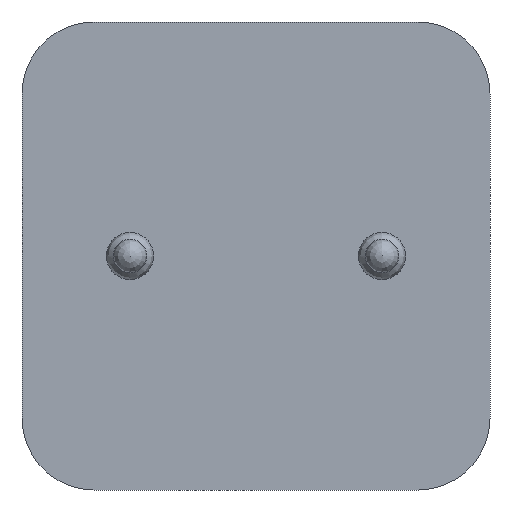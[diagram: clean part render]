
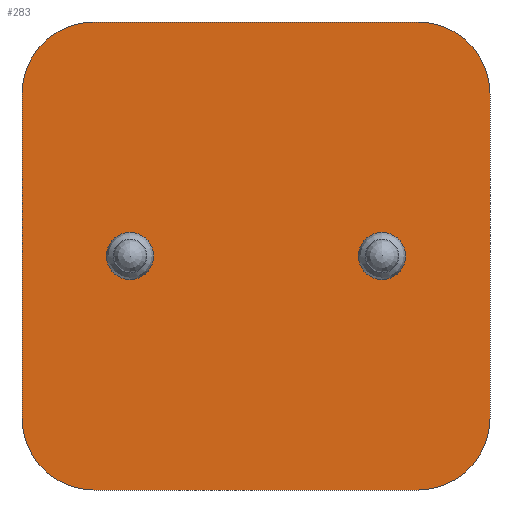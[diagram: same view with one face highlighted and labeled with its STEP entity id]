
A CAD part, front view. The second image highlights one B-rep face of the part: STEP entity #283.
In plain terms, the highlighted planar face has unit normal (0, -1, 0).
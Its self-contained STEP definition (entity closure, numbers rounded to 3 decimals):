
#15=LINE('',#619,#31);
#16=LINE('',#623,#32);
#17=LINE('',#627,#33);
#18=LINE('',#631,#34);
#31=VECTOR('',#377,10.);
#32=VECTOR('',#380,10.);
#33=VECTOR('',#383,10.);
#34=VECTOR('',#386,10.);
#47=PLANE('',#327);
#55=FACE_BOUND('',#88,.T.);
#56=FACE_BOUND('',#89,.T.);
#69=FACE_OUTER_BOUND('',#87,.T.);
#87=EDGE_LOOP('',(#221,#222,#223,#224,#225,#226,#227,#228));
#88=EDGE_LOOP('',(#229,#230));
#89=EDGE_LOOP('',(#231,#232));
#105=CIRCLE('',#315,0.327);
#106=CIRCLE('',#316,0.327);
#111=CIRCLE('',#322,0.327);
#112=CIRCLE('',#323,0.327);
#115=CIRCLE('',#328,1.);
#116=CIRCLE('',#329,1.);
#117=CIRCLE('',#330,1.);
#118=CIRCLE('',#331,1.);
#125=VERTEX_POINT('',#459);
#126=VERTEX_POINT('',#463);
#132=VERTEX_POINT('',#553);
#133=VERTEX_POINT('',#557);
#137=VERTEX_POINT('',#617);
#138=VERTEX_POINT('',#618);
#139=VERTEX_POINT('',#620);
#140=VERTEX_POINT('',#622);
#141=VERTEX_POINT('',#624);
#142=VERTEX_POINT('',#626);
#143=VERTEX_POINT('',#628);
#144=VERTEX_POINT('',#630);
#156=EDGE_CURVE('',#126,#125,#105,.T.);
#157=EDGE_CURVE('',#125,#126,#106,.T.);
#164=EDGE_CURVE('',#133,#132,#111,.T.);
#165=EDGE_CURVE('',#132,#133,#112,.T.);
#169=EDGE_CURVE('',#137,#138,#15,.T.);
#170=EDGE_CURVE('',#138,#139,#115,.T.);
#171=EDGE_CURVE('',#139,#140,#16,.T.);
#172=EDGE_CURVE('',#140,#141,#116,.T.);
#173=EDGE_CURVE('',#141,#142,#17,.T.);
#174=EDGE_CURVE('',#142,#143,#117,.T.);
#175=EDGE_CURVE('',#143,#144,#18,.T.);
#176=EDGE_CURVE('',#144,#137,#118,.T.);
#221=ORIENTED_EDGE('',*,*,#169,.T.);
#222=ORIENTED_EDGE('',*,*,#170,.T.);
#223=ORIENTED_EDGE('',*,*,#171,.T.);
#224=ORIENTED_EDGE('',*,*,#172,.T.);
#225=ORIENTED_EDGE('',*,*,#173,.T.);
#226=ORIENTED_EDGE('',*,*,#174,.T.);
#227=ORIENTED_EDGE('',*,*,#175,.T.);
#228=ORIENTED_EDGE('',*,*,#176,.T.);
#229=ORIENTED_EDGE('',*,*,#156,.T.);
#230=ORIENTED_EDGE('',*,*,#157,.T.);
#231=ORIENTED_EDGE('',*,*,#164,.T.);
#232=ORIENTED_EDGE('',*,*,#165,.T.);
#283=ADVANCED_FACE('',(#69,#55,#56),#47,.F.);
#315=AXIS2_PLACEMENT_3D('',#464,#351,#352);
#316=AXIS2_PLACEMENT_3D('',#465,#353,#354);
#322=AXIS2_PLACEMENT_3D('',#558,#365,#366);
#323=AXIS2_PLACEMENT_3D('',#559,#367,#368);
#327=AXIS2_PLACEMENT_3D('',#616,#375,#376);
#328=AXIS2_PLACEMENT_3D('',#621,#378,#379);
#329=AXIS2_PLACEMENT_3D('',#625,#381,#382);
#330=AXIS2_PLACEMENT_3D('',#629,#384,#385);
#331=AXIS2_PLACEMENT_3D('',#632,#387,#388);
#351=DIRECTION('center_axis',(0.,1.,0.));
#352=DIRECTION('ref_axis',(0.,0.,-1.));
#353=DIRECTION('center_axis',(0.,1.,0.));
#354=DIRECTION('ref_axis',(0.,0.,-1.));
#365=DIRECTION('center_axis',(0.,1.,0.));
#366=DIRECTION('ref_axis',(0.,0.,-1.));
#367=DIRECTION('center_axis',(0.,1.,0.));
#368=DIRECTION('ref_axis',(0.,0.,-1.));
#375=DIRECTION('center_axis',(0.,1.,0.));
#376=DIRECTION('ref_axis',(0.,0.,1.));
#377=DIRECTION('',(1.,0.,0.));
#378=DIRECTION('center_axis',(0.,-1.,0.));
#379=DIRECTION('ref_axis',(1.,0.,0.));
#380=DIRECTION('',(0.,0.,1.));
#381=DIRECTION('center_axis',(0.,-1.,0.));
#382=DIRECTION('ref_axis',(0.,0.,1.));
#383=DIRECTION('',(-1.,0.,0.));
#384=DIRECTION('center_axis',(0.,-1.,0.));
#385=DIRECTION('ref_axis',(-1.,0.,0.));
#386=DIRECTION('',(0.,0.,-1.));
#387=DIRECTION('center_axis',(0.,-1.,0.));
#388=DIRECTION('ref_axis',(0.,0.,-1.));
#459=CARTESIAN_POINT('',(1.75,-2.25,0.327));
#463=CARTESIAN_POINT('',(2.077,-2.25,0.));
#464=CARTESIAN_POINT('Origin',(1.75,-2.25,0.));
#465=CARTESIAN_POINT('Origin',(1.75,-2.25,0.));
#553=CARTESIAN_POINT('',(-1.75,-2.25,0.327));
#557=CARTESIAN_POINT('',(-1.423,-2.25,0.));
#558=CARTESIAN_POINT('Origin',(-1.75,-2.25,0.));
#559=CARTESIAN_POINT('Origin',(-1.75,-2.25,0.));
#616=CARTESIAN_POINT('Origin',(0.,-2.25,0.));
#617=CARTESIAN_POINT('',(-2.25,-2.25,-3.25));
#618=CARTESIAN_POINT('',(2.25,-2.25,-3.25));
#619=CARTESIAN_POINT('',(2.25,-2.25,-3.25));
#620=CARTESIAN_POINT('',(3.25,-2.25,-2.25));
#621=CARTESIAN_POINT('Origin',(2.25,-2.25,-2.25));
#622=CARTESIAN_POINT('',(3.25,-2.25,2.25));
#623=CARTESIAN_POINT('',(3.25,-2.25,2.25));
#624=CARTESIAN_POINT('',(2.25,-2.25,3.25));
#625=CARTESIAN_POINT('Origin',(2.25,-2.25,2.25));
#626=CARTESIAN_POINT('',(-2.25,-2.25,3.25));
#627=CARTESIAN_POINT('',(-2.25,-2.25,3.25));
#628=CARTESIAN_POINT('',(-3.25,-2.25,2.25));
#629=CARTESIAN_POINT('Origin',(-2.25,-2.25,2.25));
#630=CARTESIAN_POINT('',(-3.25,-2.25,-2.25));
#631=CARTESIAN_POINT('',(-3.25,-2.25,-2.25));
#632=CARTESIAN_POINT('Origin',(-2.25,-2.25,-2.25));
